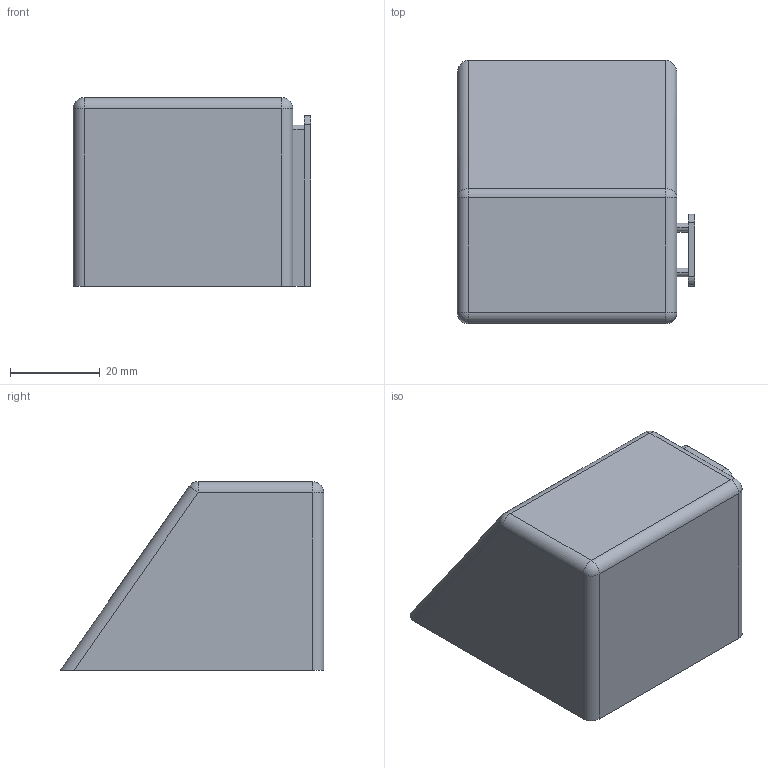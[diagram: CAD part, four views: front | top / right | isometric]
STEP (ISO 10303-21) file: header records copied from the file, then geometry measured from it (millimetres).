
FILE_DESCRIPTION(('HOOPS Exchange Step'),'2;1');
FILE_NAME('temp_export','2024-09-05T19:54:38+01:00',('mobile'),('Shapr3D Limited'),'HOOPS Exchange 2024.2','Shapr3D','Authorized');
FILE_SCHEMA( ('AP242_MANAGED_MODEL_BASED_3D_ENGINEERING_MIM_LF {1 0 10303 442 1 1 4 }') );
Length unit declared in the file: millimetre
Products named in the file (1): Body 116 (2)
Bounding box: 53 x 58.75 x 42.05 mm (x, y, z)
Volume: 18765.6 mm3; surface area: 19419.3 mm2
Topology: 1 solids, 1 shells, 54 faces, 140 edges, 80 vertices
Faces by surface type: plane 24, cylinder 22, sphere 8
Entity records: 1612 total; most frequent: DIRECTION 288, CARTESIAN_POINT 268, ORIENTED_EDGE 264, EDGE_CURVE 132, AXIS2_PLACEMENT_3D 100, VECTOR 88, LINE 88, VERTEX_POINT 80
